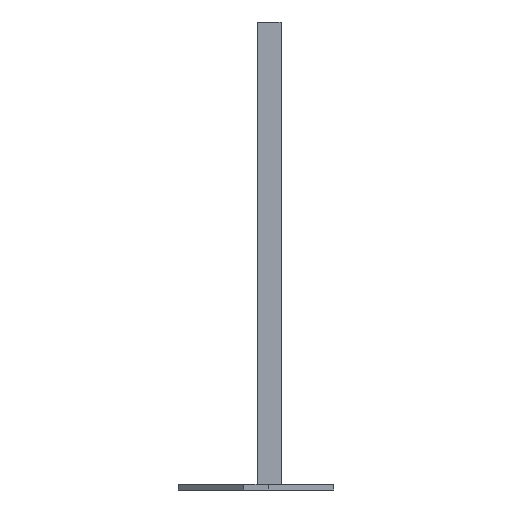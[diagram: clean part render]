
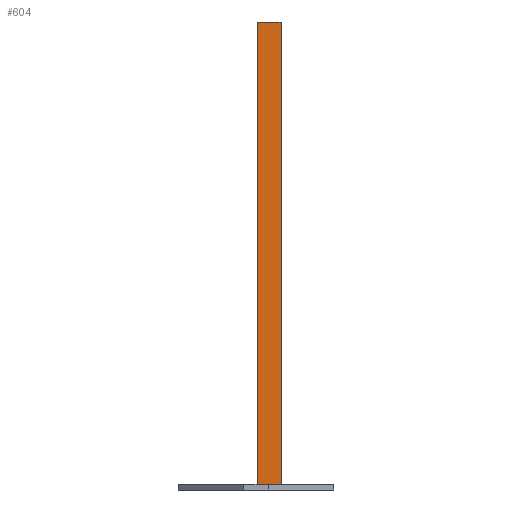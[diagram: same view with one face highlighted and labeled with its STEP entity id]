
A CAD part, left-side view. The second image highlights one B-rep face of the part: STEP entity #604.
In plain terms, the highlighted face is planar.
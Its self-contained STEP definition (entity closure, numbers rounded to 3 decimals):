
#87 = VERTEX_POINT ( 'NONE', #2136 ) ;
#91 = CARTESIAN_POINT ( 'NONE',  ( 20.5, 4.5, 400. ) ) ;
#108 = VERTEX_POINT ( 'NONE', #91 ) ;
#151 = EDGE_LOOP ( 'NONE', ( #1549, #3078, #1769, #2305, #1103, #2096, #3461, #1378 ) ) ;
#230 = CARTESIAN_POINT ( 'NONE',  ( 20.5, 21., 0. ) ) ;
#232 = VERTEX_POINT ( 'NONE', #2866 ) ;
#294 = CARTESIAN_POINT ( 'NONE',  ( 20.5, 0., 400. ) ) ;
#356 = PLANE ( 'NONE',  #2118 ) ;
#501 = LINE ( 'NONE', #1096, #3550 ) ;
#554 = VERTEX_POINT ( 'NONE', #1807 ) ;
#596 = DIRECTION ( 'NONE',  ( 0., 0., -1. ) ) ;
#604 = ADVANCED_FACE ( 'NONE', ( #2938 ), #356, .F. ) ;
#677 = DIRECTION ( 'NONE',  ( 0., 1., 0. ) ) ;
#762 = VERTEX_POINT ( 'NONE', #1849 ) ;
#854 = VECTOR ( 'NONE', #596, 1000. ) ;
#961 = CARTESIAN_POINT ( 'NONE',  ( 20.5, 4.5, 400. ) ) ;
#1063 = EDGE_CURVE ( 'NONE', #554, #87, #1084, .T. ) ;
#1084 = LINE ( 'NONE', #294, #854 ) ;
#1096 = CARTESIAN_POINT ( 'NONE',  ( 20.5, 4.5, 0. ) ) ;
#1103 = ORIENTED_EDGE ( 'NONE', *, *, #2368, .F. ) ;
#1116 = LINE ( 'NONE', #1658, #2218 ) ;
#1157 = DIRECTION ( 'NONE',  ( 0., 1., 0. ) ) ;
#1193 = LINE ( 'NONE', #3010, #1920 ) ;
#1204 = VECTOR ( 'NONE', #3745, 1000. ) ;
#1304 = EDGE_CURVE ( 'NONE', #232, #1817, #1193, .T. ) ;
#1358 = DIRECTION ( 'NONE',  ( 0., 0., -1. ) ) ;
#1378 = ORIENTED_EDGE ( 'NONE', *, *, #1940, .F. ) ;
#1549 = ORIENTED_EDGE ( 'NONE', *, *, #3529, .T. ) ;
#1657 = EDGE_CURVE ( 'NONE', #2949, #1817, #2716, .T. ) ;
#1658 = CARTESIAN_POINT ( 'NONE',  ( 20.5, 4.5, 0. ) ) ;
#1692 = DIRECTION ( 'NONE',  ( 0., -1., 0. ) ) ;
#1700 = LINE ( 'NONE', #2552, #1204 ) ;
#1769 = ORIENTED_EDGE ( 'NONE', *, *, #1657, .F. ) ;
#1807 = CARTESIAN_POINT ( 'NONE',  ( 20.5, 0., 400. ) ) ;
#1817 = VERTEX_POINT ( 'NONE', #230 ) ;
#1849 = CARTESIAN_POINT ( 'NONE',  ( 20.5, 4.5, 0. ) ) ;
#1865 = VERTEX_POINT ( 'NONE', #2656 ) ;
#1920 = VECTOR ( 'NONE', #677, 1000. ) ;
#1940 = EDGE_CURVE ( 'NONE', #762, #87, #501, .T. ) ;
#1997 = VECTOR ( 'NONE', #1157, 1000. ) ;
#2096 = ORIENTED_EDGE ( 'NONE', *, *, #2787, .T. ) ;
#2118 = AXIS2_PLACEMENT_3D ( 'NONE', #961, #3012, #2435 ) ;
#2136 = CARTESIAN_POINT ( 'NONE',  ( 20.5, 0., 0. ) ) ;
#2218 = VECTOR ( 'NONE', #2577, 1000. ) ;
#2250 = CARTESIAN_POINT ( 'NONE',  ( 20.5, 4.5, 400. ) ) ;
#2305 = ORIENTED_EDGE ( 'NONE', *, *, #3614, .F. ) ;
#2306 = VECTOR ( 'NONE', #3731, 1000. ) ;
#2368 = EDGE_CURVE ( 'NONE', #108, #1865, #3085, .T. ) ;
#2435 = DIRECTION ( 'NONE',  ( 0., 0., 1. ) ) ;
#2480 = VECTOR ( 'NONE', #1358, 1000. ) ;
#2552 = CARTESIAN_POINT ( 'NONE',  ( 20.5, 0., 400. ) ) ;
#2577 = DIRECTION ( 'NONE',  ( 0., 1., 0. ) ) ;
#2656 = CARTESIAN_POINT ( 'NONE',  ( 20.5, 18.5, 400. ) ) ;
#2716 = LINE ( 'NONE', #3420, #2480 ) ;
#2787 = EDGE_CURVE ( 'NONE', #108, #554, #1700, .T. ) ;
#2866 = CARTESIAN_POINT ( 'NONE',  ( 20.5, 18.5, 0. ) ) ;
#2904 = CARTESIAN_POINT ( 'NONE',  ( 20.5, 21., 400. ) ) ;
#2938 = FACE_OUTER_BOUND ( 'NONE', #151, .T. ) ;
#2949 = VERTEX_POINT ( 'NONE', #2904 ) ;
#3010 = CARTESIAN_POINT ( 'NONE',  ( 20.5, 21., 0. ) ) ;
#3012 = DIRECTION ( 'NONE',  ( -1., 0., 0. ) ) ;
#3078 = ORIENTED_EDGE ( 'NONE', *, *, #1304, .T. ) ;
#3085 = LINE ( 'NONE', #2250, #2306 ) ;
#3249 = CARTESIAN_POINT ( 'NONE',  ( 20.5, 4.5, 400. ) ) ;
#3293 = LINE ( 'NONE', #3249, #1997 ) ;
#3420 = CARTESIAN_POINT ( 'NONE',  ( 20.5, 21., 400. ) ) ;
#3461 = ORIENTED_EDGE ( 'NONE', *, *, #1063, .T. ) ;
#3529 = EDGE_CURVE ( 'NONE', #762, #232, #1116, .T. ) ;
#3550 = VECTOR ( 'NONE', #1692, 1000. ) ;
#3614 = EDGE_CURVE ( 'NONE', #1865, #2949, #3293, .T. ) ;
#3731 = DIRECTION ( 'NONE',  ( 0., 1., 0. ) ) ;
#3745 = DIRECTION ( 'NONE',  ( 0., -1., 0. ) ) ;
